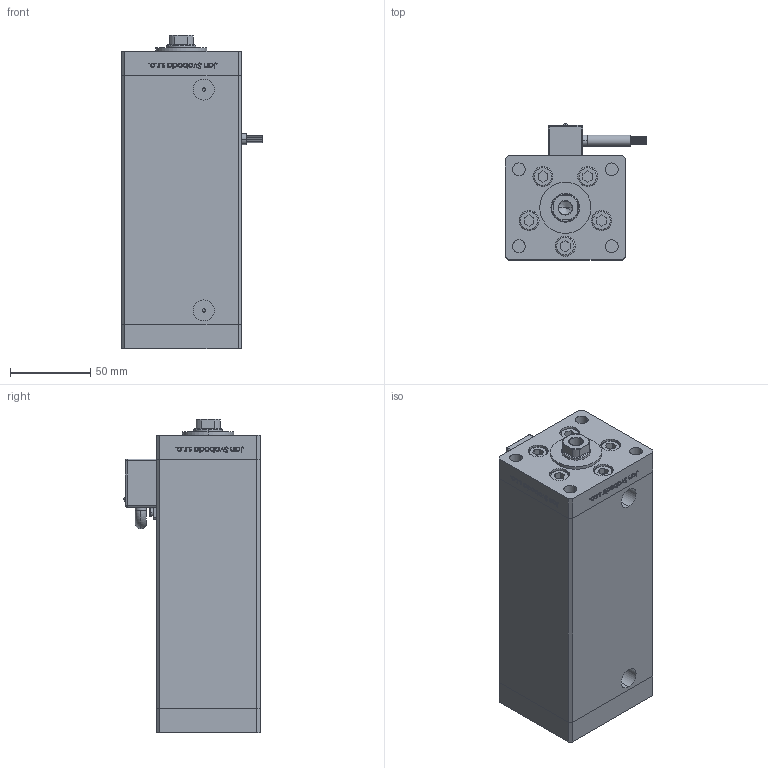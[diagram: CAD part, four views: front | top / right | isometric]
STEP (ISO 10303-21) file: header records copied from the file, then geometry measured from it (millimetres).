
FILE_DESCRIPTION (( 'STEP AP203' ), '1' );
FILE_NAME ('0133.STEP', '2024-01-08T22:50:16', ( '' ), ( '' ), 'SwSTEP 2.0', 'SolidWorks 2019', '' );
FILE_SCHEMA (( 'CONFIG_CONTROL_DESIGN' ));
Length unit declared in the file: millimetre
Products named in the file (7): V220C_B MIDDLE a11fe11a1a3697073d88ed45fd6977ac; 0133; V220C_VC_B a11fe11a1a3697073d88ed45fd6977ac; Magnetic_Switch_MSU4 a11fe11a1a3697073d88ed45fd6977ac; V220C_FRONT_B a11fe11a1a3697073d88ed45fd6977ac; V220C BACK_B a11fe11a1a3697073d88ed45fd6977ac; ALLEN BOLT a11fe11a1a3697073d88ed45fd6977ac
Assembly tree (15 placements, depth 2):
  0133
    V220C_B MIDDLE a11fe11a1a3697073d88ed45fd6977ac
    V220C BACK_B a11fe11a1a3697073d88ed45fd6977ac
    V220C_FRONT_B a11fe11a1a3697073d88ed45fd6977ac
    V220C_VC_B a11fe11a1a3697073d88ed45fd6977ac
    Magnetic_Switch_MSU4 a11fe11a1a3697073d88ed45fd6977ac
    ALLEN BOLT a11fe11a1a3697073d88ed45fd6977ac  x10
Bounding box: 88.3 x 85.1 x 196 mm (x, y, z)
Volume: 823817.3 mm3; surface area: 142160.6 mm2
Topology: 15 solids, 16 shells, 1285 faces, 3186 edges, 2076 vertices
Faces by surface type: plane 501, bspline 484, cylinder 192, cone 48, torus 48, sphere 12
Entity records: 55185 total; most frequent: CARTESIAN_POINT 30849, ORIENTED_EDGE 5524, DIRECTION 3370, EDGE_CURVE 2762, VERTEX_POINT 1824, LINE 1424, VECTOR 1424, EDGE_LOOP 1268
